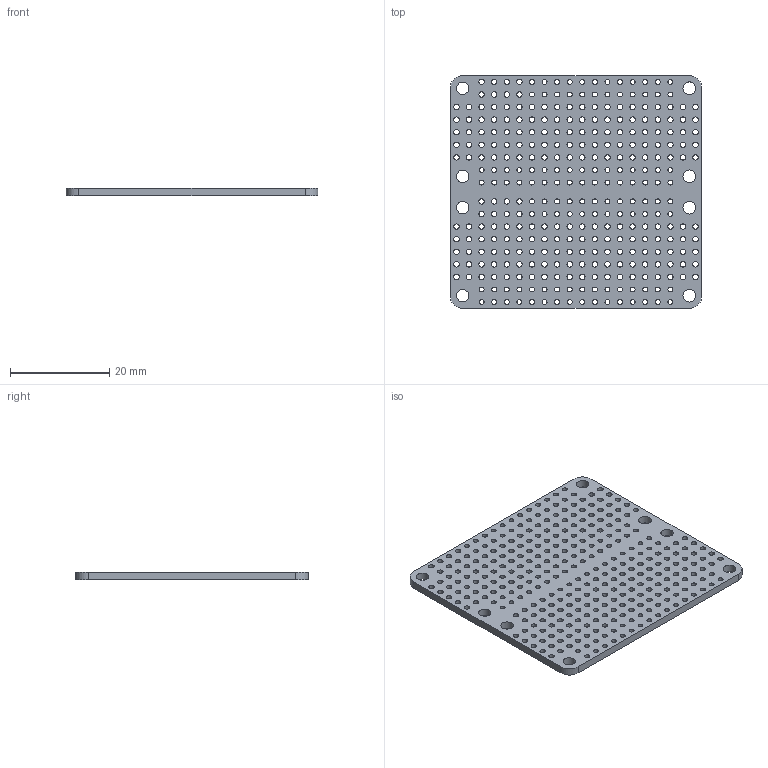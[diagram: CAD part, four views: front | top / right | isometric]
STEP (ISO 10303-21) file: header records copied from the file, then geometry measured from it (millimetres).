
FILE_DESCRIPTION(/* description */ (''),/* implementation_level */ '2;1');
FILE_NAME(/* name */ '2890 Doubler FeatherWing.step',/* time_stamp */ '2019-12-11T17:44:45-05:00',/* author */ (''),/* organization */ (''),/* preprocessor_version */ 'ST-DEVELOPER v18',/* originating_system */ 'Autodesk Translation Framework v8.12.0.6',/* authorisation */ '');
FILE_SCHEMA (('AUTOMOTIVE_DESIGN { 1 0 10303 214 3 1 1 }'));
Length unit declared in the file: millimetre
Products named in the file (3): DoubleWing; PCB Component; Board
Assembly tree (2 placements, depth 3):
  DoubleWing
    PCB Component
      Board
Bounding box: 50.8 x 46.99 x 1.57 mm (x, y, z)
Volume: 3216 mm3; surface area: 6220.8 mm2
Topology: 1 solids, 1 shells, 346 faces, 1032 edges, 688 vertices
Faces by surface type: cylinder 340, plane 6
Full cylindrical faces by diameter (mm): 1 x112, 1.1 x216, 2.5 x4, 2.54 x4
Entity records: 13823 total; most frequent: DIRECTION 2414, CARTESIAN_POINT 2071, ORIENTED_EDGE 2064, EDGE_CURVE 1032, AXIS2_PLACEMENT_3D 1031, EDGE_LOOP 1018, VERTEX_POINT 688, CIRCLE 680
